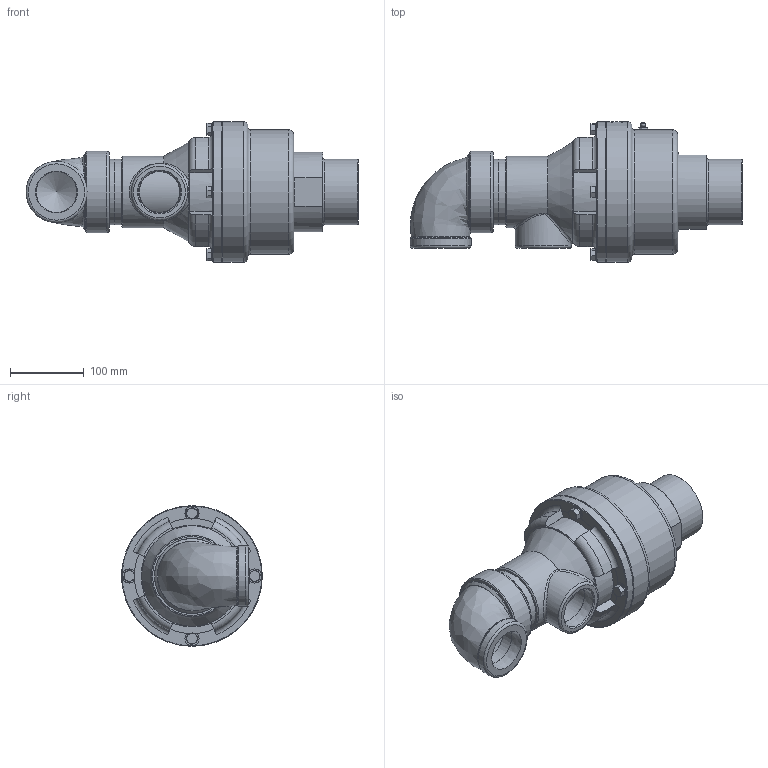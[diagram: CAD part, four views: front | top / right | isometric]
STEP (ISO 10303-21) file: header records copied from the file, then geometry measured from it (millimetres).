
FILE_DESCRIPTION(/* description */ (''),/* implementation_level */ '2;1');
FILE_NAME(/* name */ '857-001-101-IC.stp',/* time_stamp */ '2020-05-20T10:34:09-05:00',/* author */ ('dyurkovich'),/* organization */ (''),/* preprocessor_version */ 'ST-DEVELOPER v18',/* originating_system */ 'Autodesk Inventor 2020',/* authorisation */ '');
FILE_SCHEMA (('AUTOMOTIVE_DESIGN { 1 0 10303 214 3 1 1 }'));
Products named in the file (1): 857-001-101-IC
Bounding box: 450.04 x 190.5 x 190.5 mm (x, y, z)
Volume: 5208399.2 mm3; surface area: 287419.6 mm2
Topology: 1 solids, 10 shells, 733 faces, 1943 edges, 1281 vertices
Faces by surface type: plane 331, bspline 228, cylinder 110, cone 45, torus 19
Full cylindrical faces by diameter (mm): 2 x1, 7.798 x4, 9.525 x4, 9.8 x4, 10.14 x1, 10.54 x4, 14.3 x4, 55.169 x2, 73 x1, 76.2 x1, 82.7 x1, 88.9 x2, 96.83 x1, 99.2 x1, 100 x1, 107.7 x1, 110 x1, 137.944 x1, 140.49 x1, 168.28 x1, 190.5 x2
Entity records: 70252 total; most frequent: CARTESIAN_POINT 52634, ORIENTED_EDGE 3876, DIRECTION 3230, EDGE_CURVE 1938, VERTEX_POINT 1281, AXIS2_PLACEMENT_3D 1192, LINE 846, VECTOR 846
